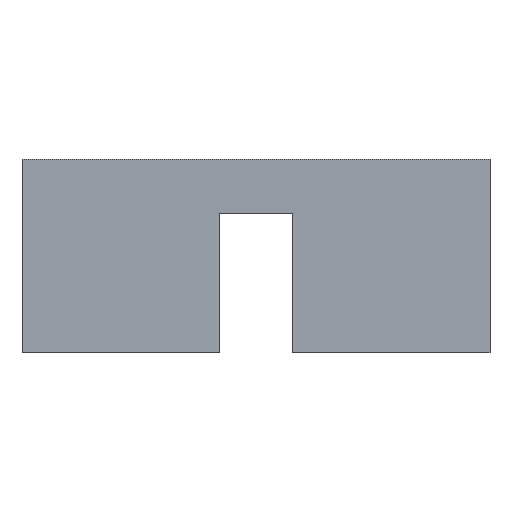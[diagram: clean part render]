
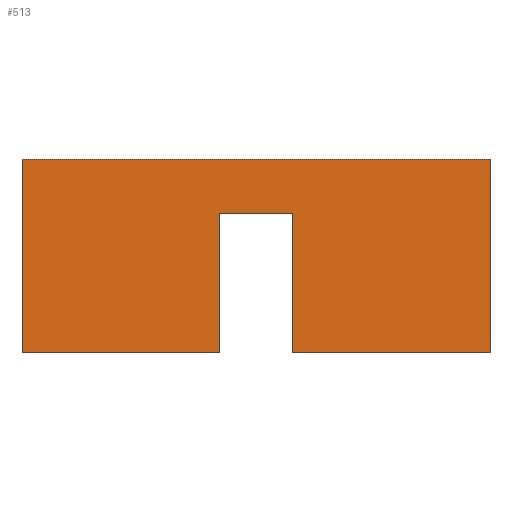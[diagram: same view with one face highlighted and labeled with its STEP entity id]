
A CAD part, top view. The second image highlights one B-rep face of the part: STEP entity #513.
In plain terms, the highlighted planar face has unit normal (0, 0, 1).
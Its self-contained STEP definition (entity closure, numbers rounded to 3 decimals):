
#25=FACE_OUTER_BOUND('',#51,.T.);
#51=EDGE_LOOP('',(#385,#386,#387,#388,#389,#390,#391,#392));
#74=LINE('',#707,#146);
#90=LINE('',#739,#162);
#94=LINE('',#746,#166);
#106=LINE('',#773,#178);
#109=LINE('',#777,#181);
#110=LINE('',#780,#182);
#111=LINE('',#782,#183);
#112=LINE('',#783,#184);
#146=VECTOR('',#578,10.);
#162=VECTOR('',#598,10.);
#166=VECTOR('',#604,10.);
#178=VECTOR('',#622,10.);
#181=VECTOR('',#627,10.);
#182=VECTOR('',#630,10.);
#183=VECTOR('',#631,10.);
#184=VECTOR('',#632,10.);
#218=VERTEX_POINT('',#704);
#219=VERTEX_POINT('',#706);
#233=VERTEX_POINT('',#738);
#235=VERTEX_POINT('',#744);
#245=VERTEX_POINT('',#769);
#247=VERTEX_POINT('',#772);
#248=VERTEX_POINT('',#779);
#249=VERTEX_POINT('',#781);
#266=EDGE_CURVE('',#218,#219,#74,.T.);
#282=EDGE_CURVE('',#219,#233,#90,.T.);
#286=EDGE_CURVE('',#235,#218,#94,.T.);
#298=EDGE_CURVE('',#247,#245,#106,.T.);
#301=EDGE_CURVE('',#247,#235,#109,.T.);
#302=EDGE_CURVE('',#248,#245,#110,.T.);
#303=EDGE_CURVE('',#248,#249,#111,.T.);
#304=EDGE_CURVE('',#233,#249,#112,.T.);
#385=ORIENTED_EDGE('',*,*,#298,.T.);
#386=ORIENTED_EDGE('',*,*,#302,.F.);
#387=ORIENTED_EDGE('',*,*,#303,.T.);
#388=ORIENTED_EDGE('',*,*,#304,.F.);
#389=ORIENTED_EDGE('',*,*,#282,.F.);
#390=ORIENTED_EDGE('',*,*,#266,.F.);
#391=ORIENTED_EDGE('',*,*,#286,.F.);
#392=ORIENTED_EDGE('',*,*,#301,.F.);
#487=PLANE('',#553);
#513=ADVANCED_FACE('',(#25),#487,.F.);
#553=AXIS2_PLACEMENT_3D('',#778,#628,#629);
#578=DIRECTION('',(-1.,0.,0.));
#598=DIRECTION('',(0.,-1.,0.));
#604=DIRECTION('',(0.,1.,0.));
#622=DIRECTION('',(0.,1.,0.));
#627=DIRECTION('',(-1.,0.,0.));
#628=DIRECTION('center_axis',(0.,0.,-1.));
#629=DIRECTION('ref_axis',(-1.,0.,0.));
#630=DIRECTION('',(1.,0.,0.));
#631=DIRECTION('',(0.,-1.,0.));
#632=DIRECTION('',(-1.,0.,0.));
#704=CARTESIAN_POINT('',(95.,26.,112.5));
#706=CARTESIAN_POINT('',(85.,26.,112.5));
#707=CARTESIAN_POINT('',(72.75,26.,112.5));
#738=CARTESIAN_POINT('',(85.,7.,112.5));
#739=CARTESIAN_POINT('',(85.,30.25,112.5));
#744=CARTESIAN_POINT('',(95.,7.,112.5));
#746=CARTESIAN_POINT('',(95.,30.25,112.5));
#769=CARTESIAN_POINT('',(122.,33.5,112.5));
#772=CARTESIAN_POINT('',(122.,7.,112.5));
#773=CARTESIAN_POINT('',(122.,32.,112.5));
#777=CARTESIAN_POINT('',(90.,7.,112.5));
#778=CARTESIAN_POINT('Origin',(55.5,32.,112.5));
#779=CARTESIAN_POINT('',(58.,33.5,112.5));
#780=CARTESIAN_POINT('',(72.75,33.5,112.5));
#781=CARTESIAN_POINT('',(58.,7.,112.5));
#782=CARTESIAN_POINT('',(58.,32.,112.5));
#783=CARTESIAN_POINT('',(90.,7.,112.5));
